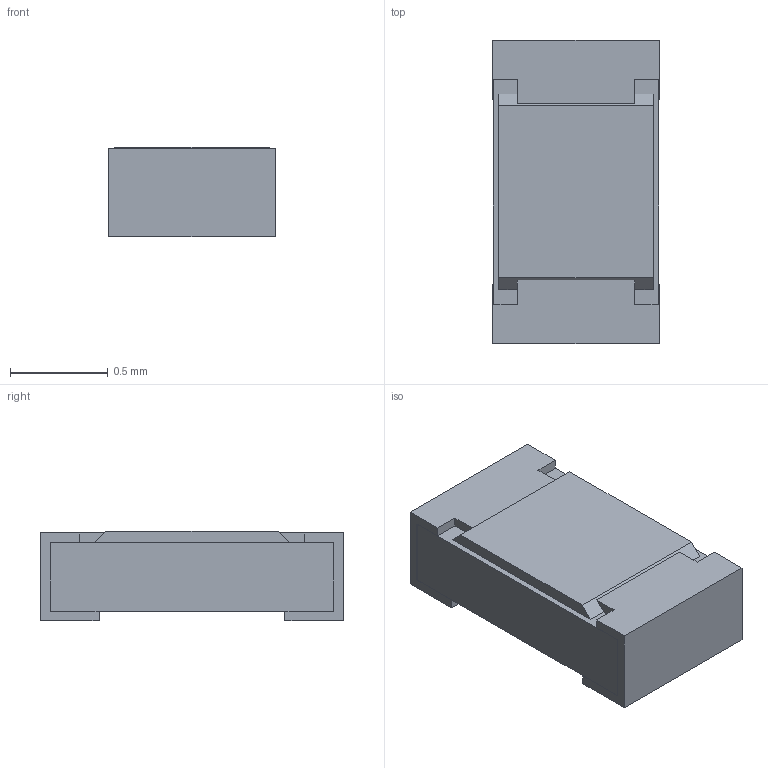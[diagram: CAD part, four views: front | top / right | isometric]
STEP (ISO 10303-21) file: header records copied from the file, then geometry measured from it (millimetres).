
FILE_DESCRIPTION (( 'STEP AP214' ), '1' );
FILE_NAME ('User Library-0603CRCW.STEP', '2021-02-15T20:19:38', ( '' ), ( '' ), 'SwSTEP 2.0', 'SolidWorks 2020', '' );
FILE_SCHEMA (( 'AUTOMOTIVE_DESIGN' ));
Length unit declared in the file: millimetre
Products named in the file (1): User Library-0603CRCW
Bounding box: 0.85 x 1.55 x 0.46 mm (x, y, z)
Volume: 0.6 mm3; surface area: 4.8 mm2
Topology: 1 solids, 1 shells, 42 faces, 112 edges, 72 vertices
Faces by surface type: plane 42
Entity records: 1416 total; most frequent: CARTESIAN_POINT 227, ORIENTED_EDGE 224, DIRECTION 198, EDGE_CURVE 112, VECTOR 112, LINE 112, VERTEX_POINT 72, AXIS2_PLACEMENT_3D 43
